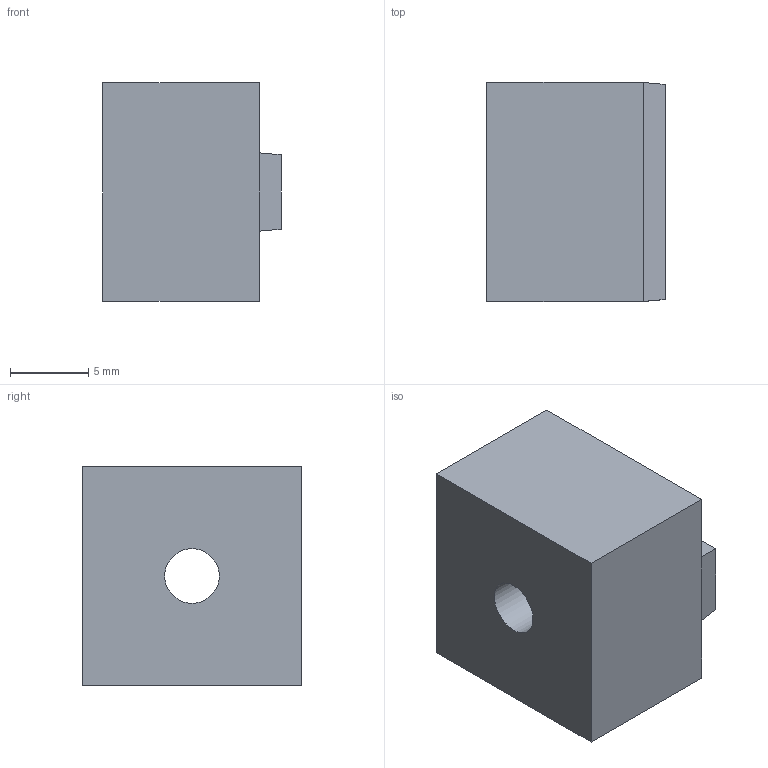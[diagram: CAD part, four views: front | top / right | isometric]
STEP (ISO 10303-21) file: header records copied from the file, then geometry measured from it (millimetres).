
FILE_DESCRIPTION(/* description */ (''),/* implementation_level */ '2;1');
FILE_NAME(/* name */ 'ir_sensor_mount.step',/* time_stamp */ '2020-10-14T08:14:33+02:00',/* author */ (''),/* organization */ (''),/* preprocessor_version */ 'ST-DEVELOPER v18.1',/* originating_system */ 'Autodesk Translation Framework v9.3.0.1241',/* authorisation */ '');
FILE_SCHEMA (('AUTOMOTIVE_DESIGN { 1 0 10303 214 3 1 1 }'));
Length unit declared in the file: millimetre
Products named in the file (1): Lichtschrankenhalter
Bounding box: 11.4 x 14 x 14 mm (x, y, z)
Volume: 1945.1 mm3; surface area: 1106.2 mm2
Topology: 1 solids, 1 shells, 13 faces, 29 edges, 18 vertices
Faces by surface type: plane 12, cylinder 1
Full cylindrical faces by diameter (mm): 3.5 x1
Entity records: 397 total; most frequent: CARTESIAN_POINT 61, DIRECTION 59, ORIENTED_EDGE 58, EDGE_CURVE 29, LINE 27, VECTOR 27, VERTEX_POINT 18, AXIS2_PLACEMENT_3D 16
